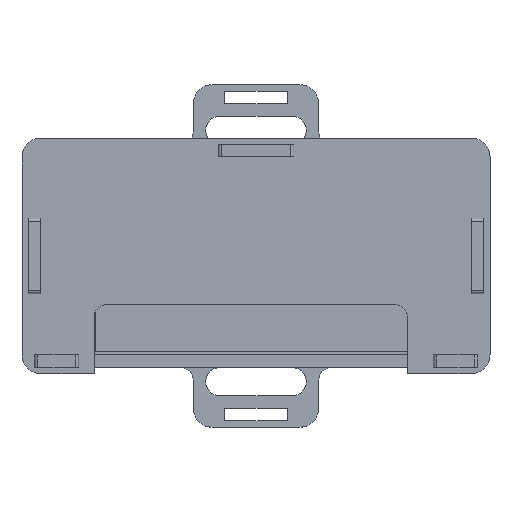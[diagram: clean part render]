
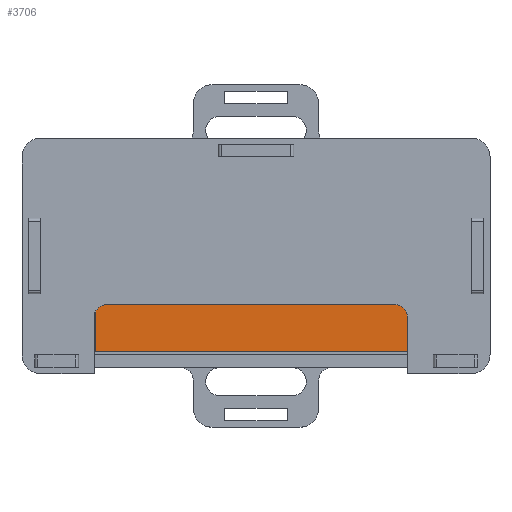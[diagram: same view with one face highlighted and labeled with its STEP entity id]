
A CAD part, top view. The second image highlights one B-rep face of the part: STEP entity #3706.
In plain terms, the highlighted planar face has unit normal (0, 0, 1).
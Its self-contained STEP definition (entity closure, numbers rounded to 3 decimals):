
#324=FACE_OUTER_BOUND('',#519,.T.);
#519=EDGE_LOOP('',(#2923,#2924,#2925,#2926));
#857=LINE('',#5836,#1285);
#860=LINE('',#5841,#1288);
#862=LINE('',#5845,#1290);
#864=LINE('',#5848,#1292);
#1285=VECTOR('',#4740,10.);
#1288=VECTOR('',#4745,10.);
#1290=VECTOR('',#4749,10.);
#1292=VECTOR('',#4753,10.);
#1701=VERTEX_POINT('',#5834);
#1702=VERTEX_POINT('',#5835);
#1703=VERTEX_POINT('',#5840);
#1704=VERTEX_POINT('',#5844);
#2161=EDGE_CURVE('',#1701,#1702,#857,.T.);
#2164=EDGE_CURVE('',#1703,#1701,#860,.T.);
#2166=EDGE_CURVE('',#1702,#1704,#862,.T.);
#2168=EDGE_CURVE('',#1704,#1703,#864,.T.);
#2923=ORIENTED_EDGE('',*,*,#2164,.T.);
#2924=ORIENTED_EDGE('',*,*,#2161,.T.);
#2925=ORIENTED_EDGE('',*,*,#2166,.T.);
#2926=ORIENTED_EDGE('',*,*,#2168,.T.);
#3536=PLANE('',#3996);
#3706=ADVANCED_FACE('',(#324),#3536,.T.);
#3996=AXIS2_PLACEMENT_3D('',#5849,#4754,#4755);
#4740=DIRECTION('',(1.,0.,0.));
#4745=DIRECTION('',(0.,-1.,0.));
#4749=DIRECTION('',(0.,1.,0.));
#4753=DIRECTION('',(-1.,0.,0.));
#4754=DIRECTION('center_axis',(0.,0.,1.));
#4755=DIRECTION('ref_axis',(1.,0.,0.));
#5834=CARTESIAN_POINT('',(-24.85,-14.5,0.5));
#5835=CARTESIAN_POINT('',(24.85,-14.5,0.5));
#5836=CARTESIAN_POINT('',(-24.85,-14.5,0.5));
#5840=CARTESIAN_POINT('',(-24.85,-7.,0.5));
#5841=CARTESIAN_POINT('',(-24.85,-7.,0.5));
#5844=CARTESIAN_POINT('',(24.85,-7.,0.5));
#5845=CARTESIAN_POINT('',(24.85,-14.5,0.5));
#5848=CARTESIAN_POINT('',(24.85,-7.,0.5));
#5849=CARTESIAN_POINT('Origin',(0.,-10.75,0.5));
